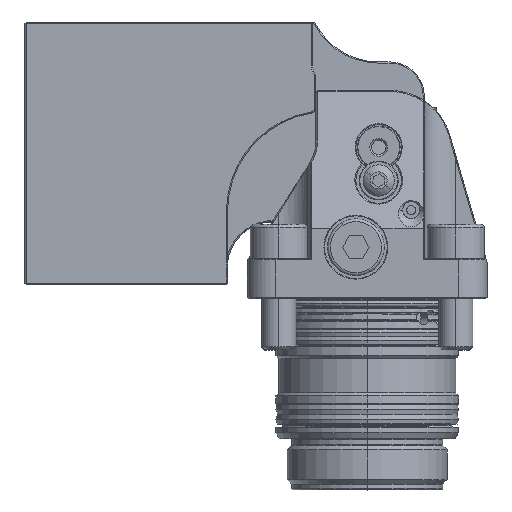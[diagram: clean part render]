
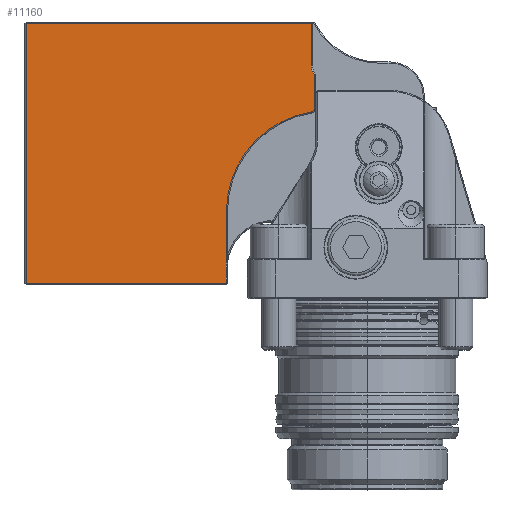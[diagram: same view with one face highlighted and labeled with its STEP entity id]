
A CAD part, top view. The second image highlights one B-rep face of the part: STEP entity #11160.
In plain terms, the highlighted planar face has unit normal (0, 0, 1).
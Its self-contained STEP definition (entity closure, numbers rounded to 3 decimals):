
#515 = CARTESIAN_POINT ( 'NONE',  ( -59.801, 16.972, 12. ) ) ;
#605 = CARTESIAN_POINT ( 'NONE',  ( -16.534, 5.486, 12. ) ) ;
#714 = VERTEX_POINT ( 'NONE', #13564 ) ;
#1029 = CIRCLE ( 'NONE', #13062, 8.2 ) ;
#1109 = EDGE_CURVE ( 'NONE', #1467, #2571, #1141, .T. ) ;
#1141 = LINE ( 'NONE', #24448, #22080 ) ;
#1467 = VERTEX_POINT ( 'NONE', #9377 ) ;
#1852 = AXIS2_PLACEMENT_3D ( 'NONE', #11776, #18978, #28011 ) ;
#2313 = DIRECTION ( 'NONE',  ( 0., 1., 0. ) ) ;
#2398 = FACE_OUTER_BOUND ( 'NONE', #12115, .T. ) ;
#2479 = DIRECTION ( 'NONE',  ( -1., 0., 0. ) ) ;
#2548 = CARTESIAN_POINT ( 'NONE',  ( -2.691, 16.991, 12. ) ) ;
#2571 = VERTEX_POINT ( 'NONE', #7981 ) ;
#2838 = DIRECTION ( 'NONE',  ( 0., 0., 1. ) ) ;
#2927 = ORIENTED_EDGE ( 'NONE', *, *, #14161, .T. ) ;
#3100 = EDGE_CURVE ( 'NONE', #28350, #714, #23227, .T. ) ;
#3155 = VERTEX_POINT ( 'NONE', #16023 ) ;
#4114 = LINE ( 'NONE', #13332, #11898 ) ;
#4326 = CARTESIAN_POINT ( 'NONE',  ( -9.809, 40.789, 12. ) ) ;
#4841 = VERTEX_POINT ( 'NONE', #4326 ) ;
#4891 = CARTESIAN_POINT ( 'NONE',  ( -9.876, 32.699, 12. ) ) ;
#5232 = PLANE ( 'NONE',  #15862 ) ;
#5236 = VECTOR ( 'NONE', #27192, 1000. ) ;
#5934 = EDGE_CURVE ( 'NONE', #3155, #25734, #6658, .T. ) ;
#6526 = CARTESIAN_POINT ( 'NONE',  ( -9.208, 39.361, 12. ) ) ;
#6634 = ORIENTED_EDGE ( 'NONE', *, *, #22640, .T. ) ;
#6658 = CIRCLE ( 'NONE', #1852, 17.7 ) ;
#7550 = CARTESIAN_POINT ( 'NONE',  ( -7.609, 40.789, 12. ) ) ;
#7853 = EDGE_CURVE ( 'NONE', #4841, #28350, #29333, .T. ) ;
#7981 = CARTESIAN_POINT ( 'NONE',  ( -24.734, 5.484, 12. ) ) ;
#8475 = DIRECTION ( 'NONE',  ( 1., 0., 0. ) ) ;
#8833 = ORIENTED_EDGE ( 'NONE', *, *, #29242, .T. ) ;
#9260 = ORIENTED_EDGE ( 'NONE', *, *, #11351, .T. ) ;
#9377 = CARTESIAN_POINT ( 'NONE',  ( -24.733, 2.684, 12. ) ) ;
#9691 = LINE ( 'NONE', #515, #13964 ) ;
#9744 = CIRCLE ( 'NONE', #9767, 2.2 ) ;
#9767 = AXIS2_PLACEMENT_3D ( 'NONE', #7550, #16750, #9968 ) ;
#9966 = EDGE_CURVE ( 'NONE', #25734, #22519, #18365, .T. ) ;
#9968 = DIRECTION ( 'NONE',  ( 1., 0., 0. ) ) ;
#10346 = CARTESIAN_POINT ( 'NONE',  ( -9.811, 48.289, 12. ) ) ;
#10669 = VERTEX_POINT ( 'NONE', #14480 ) ;
#10941 = VECTOR ( 'NONE', #2479, 1000. ) ;
#11160 = ADVANCED_FACE ( 'NONE', ( #2398 ), #5232, .T. ) ;
#11349 = LINE ( 'NONE', #6526, #16240 ) ;
#11351 = EDGE_CURVE ( 'NONE', #714, #22268, #9691, .T. ) ;
#11744 = ORIENTED_EDGE ( 'NONE', *, *, #3100, .T. ) ;
#11776 = CARTESIAN_POINT ( 'NONE',  ( -7., 15.234, 12. ) ) ;
#11898 = VECTOR ( 'NONE', #26692, 1000. ) ;
#12115 = EDGE_LOOP ( 'NONE', ( #23745, #28418, #8833, #19643, #11744, #9260, #2927, #14669, #25292, #6634, #28635 ) ) ;
#12441 = DIRECTION ( 'NONE',  ( 0., 1., 0. ) ) ;
#12453 = EDGE_CURVE ( 'NONE', #2571, #14969, #1029, .T. ) ;
#13062 = AXIS2_PLACEMENT_3D ( 'NONE', #605, #16254, #13866 ) ;
#13184 = CARTESIAN_POINT ( 'NONE',  ( -10.006, 33.489, 12. ) ) ;
#13332 = CARTESIAN_POINT ( 'NONE',  ( -24.7, 15.229, 12. ) ) ;
#13564 = CARTESIAN_POINT ( 'NONE',  ( -59.811, 48.272, 12. ) ) ;
#13866 = DIRECTION ( 'NONE',  ( 1., 0., 0. ) ) ;
#13964 = VECTOR ( 'NONE', #16913, 1000. ) ;
#14161 = EDGE_CURVE ( 'NONE', #22268, #1467, #17511, .T. ) ;
#14480 = CARTESIAN_POINT ( 'NONE',  ( -9.208, 39.279, 12. ) ) ;
#14669 = ORIENTED_EDGE ( 'NONE', *, *, #1109, .T. ) ;
#14969 = VERTEX_POINT ( 'NONE', #22257 ) ;
#15264 = CARTESIAN_POINT ( 'NONE',  ( -2.686, 2.691, 12. ) ) ;
#15582 = DIRECTION ( 'NONE',  ( 0., 0., 1. ) ) ;
#15862 = AXIS2_PLACEMENT_3D ( 'NONE', #2548, #2838, #25559 ) ;
#16023 = CARTESIAN_POINT ( 'NONE',  ( -24.7, 15.229, 12. ) ) ;
#16240 = VECTOR ( 'NONE', #2313, 1000. ) ;
#16254 = DIRECTION ( 'NONE',  ( 0., 0., -1. ) ) ;
#16323 = CARTESIAN_POINT ( 'NONE',  ( -2.701, 48.291, 12. ) ) ;
#16641 = CARTESIAN_POINT ( 'NONE',  ( -9.206, 33.489, 12. ) ) ;
#16750 = DIRECTION ( 'NONE',  ( 0., 0., -1. ) ) ;
#16913 = DIRECTION ( 'NONE',  ( 0., -1., 0. ) ) ;
#17511 = LINE ( 'NONE', #15264, #21642 ) ;
#18365 = CIRCLE ( 'NONE', #25580, 0.8 ) ;
#18978 = DIRECTION ( 'NONE',  ( 0., 0., -1. ) ) ;
#19643 = ORIENTED_EDGE ( 'NONE', *, *, #7853, .T. ) ;
#21642 = VECTOR ( 'NONE', #8475, 1000. ) ;
#22080 = VECTOR ( 'NONE', #12441, 1000. ) ;
#22257 = CARTESIAN_POINT ( 'NONE',  ( -24.697, 6.263, 12. ) ) ;
#22268 = VERTEX_POINT ( 'NONE', #25364 ) ;
#22519 = VERTEX_POINT ( 'NONE', #16641 ) ;
#22640 = EDGE_CURVE ( 'NONE', #14969, #3155, #4114, .T. ) ;
#22809 = EDGE_CURVE ( 'NONE', #22519, #10669, #11349, .T. ) ;
#23227 = LINE ( 'NONE', #16323, #10941 ) ;
#23745 = ORIENTED_EDGE ( 'NONE', *, *, #9966, .T. ) ;
#24448 = CARTESIAN_POINT ( 'NONE',  ( -24.738, 16.984, 12. ) ) ;
#24730 = DIRECTION ( 'NONE',  ( 1., 0., 0. ) ) ;
#25292 = ORIENTED_EDGE ( 'NONE', *, *, #12453, .T. ) ;
#25364 = CARTESIAN_POINT ( 'NONE',  ( -59.796, 2.672, 12. ) ) ;
#25559 = DIRECTION ( 'NONE',  ( 1., 0., 0. ) ) ;
#25580 = AXIS2_PLACEMENT_3D ( 'NONE', #13184, #15582, #24730 ) ;
#25734 = VERTEX_POINT ( 'NONE', #4891 ) ;
#26692 = DIRECTION ( 'NONE',  ( 0., 1., 0. ) ) ;
#26758 = CARTESIAN_POINT ( 'NONE',  ( -9.811, 48.489, 12. ) ) ;
#27192 = DIRECTION ( 'NONE',  ( 0., 1., 0. ) ) ;
#28011 = DIRECTION ( 'NONE',  ( 1., 0., 0. ) ) ;
#28350 = VERTEX_POINT ( 'NONE', #10346 ) ;
#28418 = ORIENTED_EDGE ( 'NONE', *, *, #22809, .T. ) ;
#28635 = ORIENTED_EDGE ( 'NONE', *, *, #5934, .T. ) ;
#29242 = EDGE_CURVE ( 'NONE', #10669, #4841, #9744, .T. ) ;
#29333 = LINE ( 'NONE', #26758, #5236 ) ;
